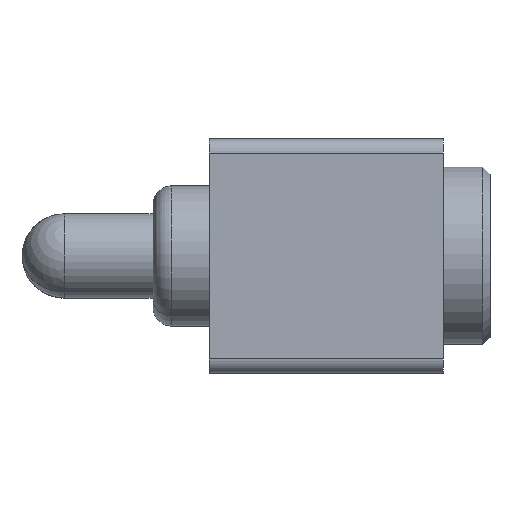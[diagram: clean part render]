
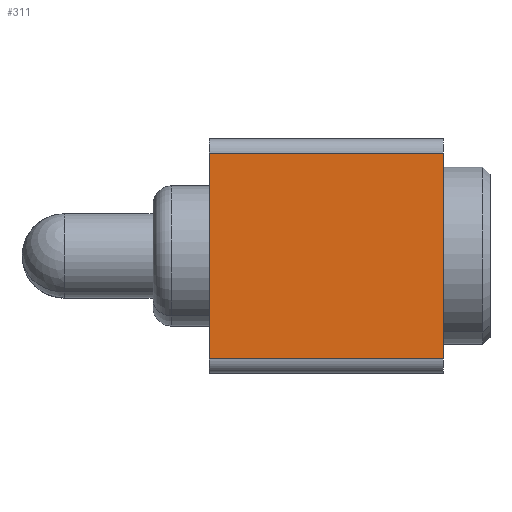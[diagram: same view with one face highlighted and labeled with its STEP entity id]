
A CAD part, left-side view. The second image highlights one B-rep face of the part: STEP entity #311.
In plain terms, the highlighted planar face has unit normal (-1, 0, 0).
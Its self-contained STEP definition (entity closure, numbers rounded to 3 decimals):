
#10 = LINE ( 'NONE', #483, #1414 ) ;
#14 = VERTEX_POINT ( 'NONE', #628 ) ;
#43 = CARTESIAN_POINT ( 'NONE',  ( 0., 2.5, -1.1 ) ) ;
#71 = EDGE_CURVE ( 'NONE', #14, #693, #1498, .T. ) ;
#76 = CARTESIAN_POINT ( 'NONE',  ( 0., 2.5, 0. ) ) ;
#168 = VERTEX_POINT ( 'NONE', #1016 ) ;
#206 = VECTOR ( 'NONE', #1482, 1000. ) ;
#219 = CARTESIAN_POINT ( 'NONE',  ( 0., 2.5, 0. ) ) ;
#297 = EDGE_CURVE ( 'NONE', #807, #14, #10, .T. ) ;
#311 = ADVANCED_FACE ( 'NONE', ( #1372 ), #437, .F. ) ;
#437 = PLANE ( 'NONE',  #620 ) ;
#457 = EDGE_LOOP ( 'NONE', ( #1318, #932, #1023, #1342 ) ) ;
#483 = CARTESIAN_POINT ( 'NONE',  ( 0., 2.5, -1.1 ) ) ;
#503 = CARTESIAN_POINT ( 'NONE',  ( 0., 2.5, 1.1 ) ) ;
#507 = VECTOR ( 'NONE', #1398, 1000. ) ;
#620 = AXIS2_PLACEMENT_3D ( 'NONE', #76, #1471, #907 ) ;
#628 = CARTESIAN_POINT ( 'NONE',  ( 0., 0., -1.1 ) ) ;
#693 = VERTEX_POINT ( 'NONE', #983 ) ;
#759 = EDGE_CURVE ( 'NONE', #693, #168, #889, .T. ) ;
#807 = VERTEX_POINT ( 'NONE', #43 ) ;
#838 = DIRECTION ( 'NONE',  ( 0., -1., 0. ) ) ;
#889 = LINE ( 'NONE', #503, #1403 ) ;
#907 = DIRECTION ( 'NONE',  ( 0., 0., -1. ) ) ;
#909 = EDGE_CURVE ( 'NONE', #807, #168, #1040, .T. ) ;
#932 = ORIENTED_EDGE ( 'NONE', *, *, #297, .T. ) ;
#976 = DIRECTION ( 'NONE',  ( 0., 1., 0. ) ) ;
#983 = CARTESIAN_POINT ( 'NONE',  ( 0., 0., 1.1 ) ) ;
#1016 = CARTESIAN_POINT ( 'NONE',  ( 0., 2.5, 1.1 ) ) ;
#1023 = ORIENTED_EDGE ( 'NONE', *, *, #71, .T. ) ;
#1040 = LINE ( 'NONE', #219, #507 ) ;
#1318 = ORIENTED_EDGE ( 'NONE', *, *, #909, .F. ) ;
#1342 = ORIENTED_EDGE ( 'NONE', *, *, #759, .T. ) ;
#1372 = FACE_OUTER_BOUND ( 'NONE', #457, .T. ) ;
#1374 = CARTESIAN_POINT ( 'NONE',  ( 0., 0., 0. ) ) ;
#1398 = DIRECTION ( 'NONE',  ( 0., 0., 1. ) ) ;
#1403 = VECTOR ( 'NONE', #976, 1000. ) ;
#1414 = VECTOR ( 'NONE', #838, 1000. ) ;
#1471 = DIRECTION ( 'NONE',  ( 1., 0., 0. ) ) ;
#1482 = DIRECTION ( 'NONE',  ( 0., 0., 1. ) ) ;
#1498 = LINE ( 'NONE', #1374, #206 ) ;
